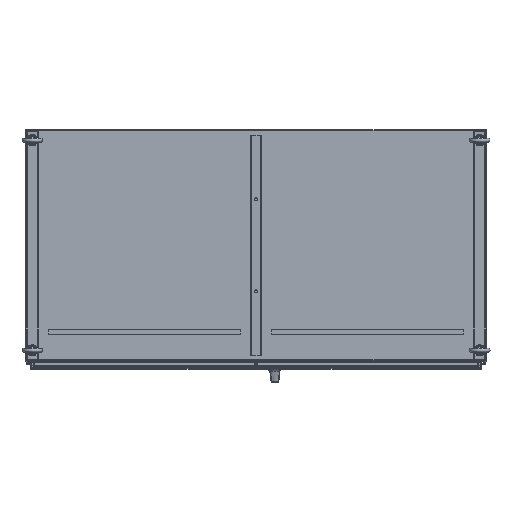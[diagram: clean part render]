
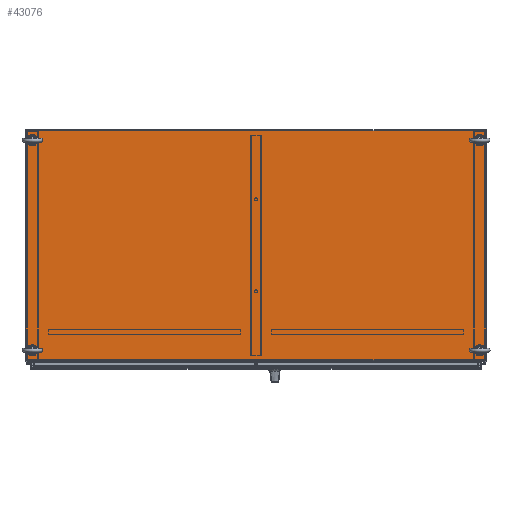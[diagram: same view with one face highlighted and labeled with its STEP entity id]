
A CAD part, top view. The second image highlights one B-rep face of the part: STEP entity #43076.
In plain terms, the highlighted planar face has unit normal (0, 0, 1).
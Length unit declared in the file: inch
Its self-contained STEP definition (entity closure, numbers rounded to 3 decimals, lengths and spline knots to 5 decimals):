
#288 = ORIENTED_EDGE ( 'NONE', *, *, #49354, .T. ) ;
#1538 = ORIENTED_EDGE ( 'NONE', *, *, #76067, .T. ) ;
#1650 = VERTEX_POINT ( 'NONE', #155019 ) ;
#7100 = CARTESIAN_POINT ( 'NONE',  ( -35.935, -17.9675, 90.06 ) ) ;
#10733 = EDGE_CURVE ( 'NONE', #70503, #70503, #136903, .T. ) ;
#12485 = LINE ( 'NONE', #116342, #153610 ) ;
#13566 = EDGE_CURVE ( 'NONE', #34254, #56567, #53678, .T. ) ;
#15100 = FACE_BOUND ( 'NONE', #86710, .T. ) ;
#19187 = ORIENTED_EDGE ( 'NONE', *, *, #176729, .T. ) ;
#24330 = CARTESIAN_POINT ( 'NONE',  ( -35.935, -17.8245, 90.06 ) ) ;
#25229 = LINE ( 'NONE', #24330, #131718 ) ;
#26382 = VECTOR ( 'NONE', #97229, 39.37008 ) ;
#29049 = AXIS2_PLACEMENT_3D ( 'NONE', #168334, #67197, #123746 ) ;
#29930 = FACE_BOUND ( 'NONE', #147192, .T. ) ;
#31026 = DIRECTION ( 'NONE',  ( -1., 0., 0. ) ) ;
#34254 = VERTEX_POINT ( 'NONE', #98497 ) ;
#35727 = DIRECTION ( 'NONE',  ( 1., 0., 0. ) ) ;
#37001 = VERTEX_POINT ( 'NONE', #108402 ) ;
#42544 = EDGE_LOOP ( 'NONE', ( #63363, #77245, #173591, #19187 ) ) ;
#43076 = ADVANCED_FACE ( 'NONE', ( #181214, #29930, #15100, #100409, #56806 ), #167304, .T. ) ;
#43633 = AXIS2_PLACEMENT_3D ( 'NONE', #99525, #156186, #69818 ) ;
#49354 = EDGE_CURVE ( 'NONE', #37001, #37001, #120772, .T. ) ;
#53678 = LINE ( 'NONE', #57298, #26382 ) ;
#53681 = VERTEX_POINT ( 'NONE', #139058 ) ;
#56567 = VERTEX_POINT ( 'NONE', #100981 ) ;
#56806 = FACE_BOUND ( 'NONE', #57335, .T. ) ;
#57298 = CARTESIAN_POINT ( 'NONE',  ( 35.935, -17.9675, 90.06 ) ) ;
#57335 = EDGE_LOOP ( 'NONE', ( #1538 ) ) ;
#63363 = ORIENTED_EDGE ( 'NONE', *, *, #13566, .T. ) ;
#67197 = DIRECTION ( 'NONE',  ( 0., 0., -1. ) ) ;
#67316 = DIRECTION ( 'NONE',  ( 1., 0., 0. ) ) ;
#68650 = ORIENTED_EDGE ( 'NONE', *, *, #10733, .T. ) ;
#68981 = CIRCLE ( 'NONE', #169835, 0.375 ) ;
#69818 = DIRECTION ( 'NONE',  ( 1., 0., 0. ) ) ;
#70503 = VERTEX_POINT ( 'NONE', #85427 ) ;
#76067 = EDGE_CURVE ( 'NONE', #53681, #53681, #68981, .T. ) ;
#77245 = ORIENTED_EDGE ( 'NONE', *, *, #158304, .T. ) ;
#78606 = LINE ( 'NONE', #7100, #140642 ) ;
#80603 = AXIS2_PLACEMENT_3D ( 'NONE', #109918, #166507, #35727 ) ;
#84990 = CARTESIAN_POINT ( 'NONE',  ( -34.935, -16.3445, 90.06 ) ) ;
#85427 = CARTESIAN_POINT ( 'NONE',  ( 35.31, 16.4675, 90.06 ) ) ;
#86710 = EDGE_LOOP ( 'NONE', ( #288 ) ) ;
#86799 = CARTESIAN_POINT ( 'NONE',  ( -35.935, -17.8245, 90.06 ) ) ;
#97229 = DIRECTION ( 'NONE',  ( 0., 1., 0. ) ) ;
#98497 = CARTESIAN_POINT ( 'NONE',  ( 35.935, -17.8245, 90.06 ) ) ;
#99525 = CARTESIAN_POINT ( 'NONE',  ( -35.935, -17.9675, 90.06 ) ) ;
#100409 = FACE_BOUND ( 'NONE', #124393, .T. ) ;
#100981 = CARTESIAN_POINT ( 'NONE',  ( 35.935, 17.9675, 90.06 ) ) ;
#103000 = DIRECTION ( 'NONE',  ( 0., 0., -1. ) ) ;
#103914 = CARTESIAN_POINT ( 'NONE',  ( 34.935, -16.3445, 90.06 ) ) ;
#105185 = ORIENTED_EDGE ( 'NONE', *, *, #107341, .T. ) ;
#107341 = EDGE_CURVE ( 'NONE', #178709, #178709, #158776, .T. ) ;
#108402 = CARTESIAN_POINT ( 'NONE',  ( -34.56, 16.4675, 90.06 ) ) ;
#109918 = CARTESIAN_POINT ( 'NONE',  ( 34.935, 16.4675, 90.06 ) ) ;
#116342 = CARTESIAN_POINT ( 'NONE',  ( -35.935, 17.9675, 90.06 ) ) ;
#120281 = DIRECTION ( 'NONE',  ( 0., -1., 0. ) ) ;
#120772 = CIRCLE ( 'NONE', #29049, 0.375 ) ;
#123746 = DIRECTION ( 'NONE',  ( 1., 0., 0. ) ) ;
#124393 = EDGE_LOOP ( 'NONE', ( #105185 ) ) ;
#131718 = VECTOR ( 'NONE', #150575, 39.37008 ) ;
#136903 = CIRCLE ( 'NONE', #80603, 0.375 ) ;
#139058 = CARTESIAN_POINT ( 'NONE',  ( -34.56, -16.3445, 90.06 ) ) ;
#140642 = VECTOR ( 'NONE', #120281, 39.37008 ) ;
#145787 = DIRECTION ( 'NONE',  ( 1., 0., 0. ) ) ;
#147192 = EDGE_LOOP ( 'NONE', ( #68650 ) ) ;
#150575 = DIRECTION ( 'NONE',  ( 1., 0., 0. ) ) ;
#153610 = VECTOR ( 'NONE', #31026, 39.37008 ) ;
#154569 = DIRECTION ( 'NONE',  ( 0., 0., -1. ) ) ;
#155019 = CARTESIAN_POINT ( 'NONE',  ( -35.935, 17.9675, 90.06 ) ) ;
#155827 = VERTEX_POINT ( 'NONE', #86799 ) ;
#156186 = DIRECTION ( 'NONE',  ( 0., 0., 1. ) ) ;
#158304 = EDGE_CURVE ( 'NONE', #56567, #1650, #12485, .T. ) ;
#158776 = CIRCLE ( 'NONE', #167564, 0.375 ) ;
#162750 = EDGE_CURVE ( 'NONE', #1650, #155827, #78606, .T. ) ;
#166507 = DIRECTION ( 'NONE',  ( 0., 0., -1. ) ) ;
#167304 = PLANE ( 'NONE',  #43633 ) ;
#167564 = AXIS2_PLACEMENT_3D ( 'NONE', #103914, #103000, #145787 ) ;
#168334 = CARTESIAN_POINT ( 'NONE',  ( -34.935, 16.4675, 90.06 ) ) ;
#169835 = AXIS2_PLACEMENT_3D ( 'NONE', #84990, #154569, #67316 ) ;
#173591 = ORIENTED_EDGE ( 'NONE', *, *, #162750, .T. ) ;
#176729 = EDGE_CURVE ( 'NONE', #155827, #34254, #25229, .T. ) ;
#176904 = CARTESIAN_POINT ( 'NONE',  ( 35.31, -16.3445, 90.06 ) ) ;
#178709 = VERTEX_POINT ( 'NONE', #176904 ) ;
#181214 = FACE_OUTER_BOUND ( 'NONE', #42544, .T. ) ;
